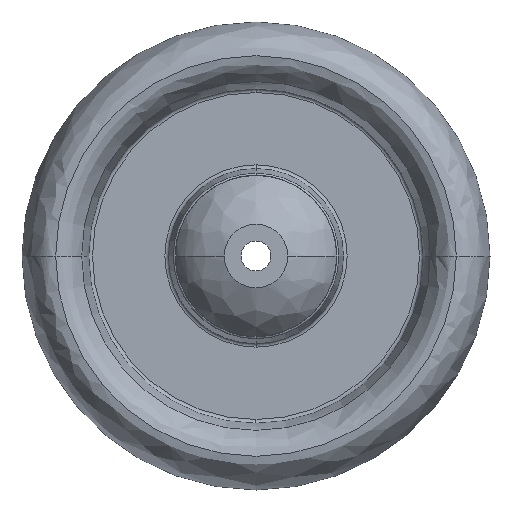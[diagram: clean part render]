
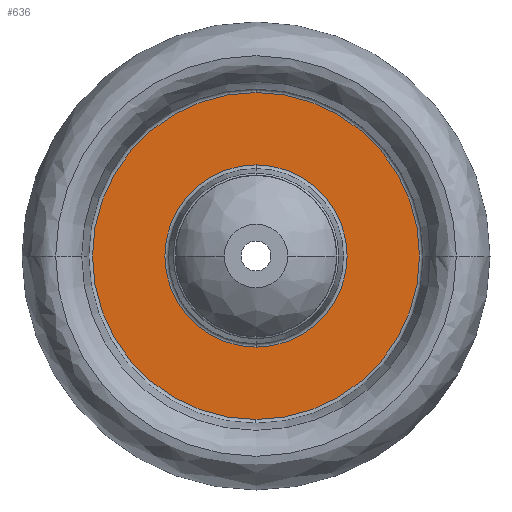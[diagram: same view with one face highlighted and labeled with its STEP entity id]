
A CAD part, left-side view. The second image highlights one B-rep face of the part: STEP entity #636.
In plain terms, the highlighted planar face has unit normal (-1, 0, 0).
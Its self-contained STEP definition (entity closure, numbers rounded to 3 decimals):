
#173 = AXIS2_PLACEMENT_3D ( 'NONE', #441, #1683, #627 ) ;
#207 = AXIS2_PLACEMENT_3D ( 'NONE', #477, #1715, #653 ) ;
#272 = CARTESIAN_POINT ( 'NONE',  ( -2.5, 0., -24.335 ) ) ;
#388 = EDGE_CURVE ( 'NONE', #2144, #853, #1413, .T. ) ;
#441 = CARTESIAN_POINT ( 'NONE',  ( -2.5, 24.335, 0. ) ) ;
#477 = CARTESIAN_POINT ( 'NONE',  ( -2.5, 0., 0. ) ) ;
#555 = ORIENTED_EDGE ( 'NONE', *, *, #1590, .F. ) ;
#566 = CIRCLE ( 'NONE', #207, 24.335 ) ;
#568 = CARTESIAN_POINT ( 'NONE',  ( -2.5, 0., 0. ) ) ;
#594 = CARTESIAN_POINT ( 'NONE',  ( -2.5, 0., 0. ) ) ;
#615 = PLANE ( 'NONE',  #173 ) ;
#627 = DIRECTION ( 'NONE',  ( 0., 0., 1. ) ) ;
#636 = ADVANCED_FACE ( 'NONE', ( #1456, #817 ), #615, .T. ) ;
#653 = DIRECTION ( 'NONE',  ( 0., 0., 1. ) ) ;
#669 = VERTEX_POINT ( 'NONE', #2047 ) ;
#671 = VERTEX_POINT ( 'NONE', #272 ) ;
#676 = DIRECTION ( 'NONE',  ( 0., 0., 1. ) ) ;
#698 = CARTESIAN_POINT ( 'NONE',  ( -2.5, 0., 0. ) ) ;
#750 = DIRECTION ( 'NONE',  ( 0., 0., 1. ) ) ;
#759 = AXIS2_PLACEMENT_3D ( 'NONE', #594, #1826, #774 ) ;
#774 = DIRECTION ( 'NONE',  ( 0., 0., 1. ) ) ;
#792 = EDGE_LOOP ( 'NONE', ( #1971, #989 ) ) ;
#817 = FACE_BOUND ( 'NONE', #2255, .T. ) ;
#831 = DIRECTION ( 'NONE',  ( -1., 0., 0. ) ) ;
#853 = VERTEX_POINT ( 'NONE', #2280 ) ;
#984 = EDGE_CURVE ( 'NONE', #853, #2144, #1349, .T. ) ;
#989 = ORIENTED_EDGE ( 'NONE', *, *, #388, .T. ) ;
#1349 = CIRCLE ( 'NONE', #1918, 43.677 ) ;
#1413 = CIRCLE ( 'NONE', #1784, 43.677 ) ;
#1456 = FACE_OUTER_BOUND ( 'NONE', #792, .T. ) ;
#1545 = ORIENTED_EDGE ( 'NONE', *, *, #1997, .F. ) ;
#1590 = EDGE_CURVE ( 'NONE', #671, #669, #2082, .T. ) ;
#1683 = DIRECTION ( 'NONE',  ( -1., 0., 0. ) ) ;
#1715 = DIRECTION ( 'NONE',  ( -1., 0., 0. ) ) ;
#1784 = AXIS2_PLACEMENT_3D ( 'NONE', #698, #831, #676 ) ;
#1802 = CARTESIAN_POINT ( 'NONE',  ( -2.5, 0., -43.677 ) ) ;
#1805 = DIRECTION ( 'NONE',  ( -1., 0., 0. ) ) ;
#1826 = DIRECTION ( 'NONE',  ( -1., 0., 0. ) ) ;
#1918 = AXIS2_PLACEMENT_3D ( 'NONE', #568, #1805, #750 ) ;
#1971 = ORIENTED_EDGE ( 'NONE', *, *, #984, .T. ) ;
#1997 = EDGE_CURVE ( 'NONE', #669, #671, #566, .T. ) ;
#2047 = CARTESIAN_POINT ( 'NONE',  ( -2.5, 0., 24.335 ) ) ;
#2082 = CIRCLE ( 'NONE', #759, 24.335 ) ;
#2144 = VERTEX_POINT ( 'NONE', #1802 ) ;
#2255 = EDGE_LOOP ( 'NONE', ( #1545, #555 ) ) ;
#2280 = CARTESIAN_POINT ( 'NONE',  ( -2.5, 0., 43.677 ) ) ;
